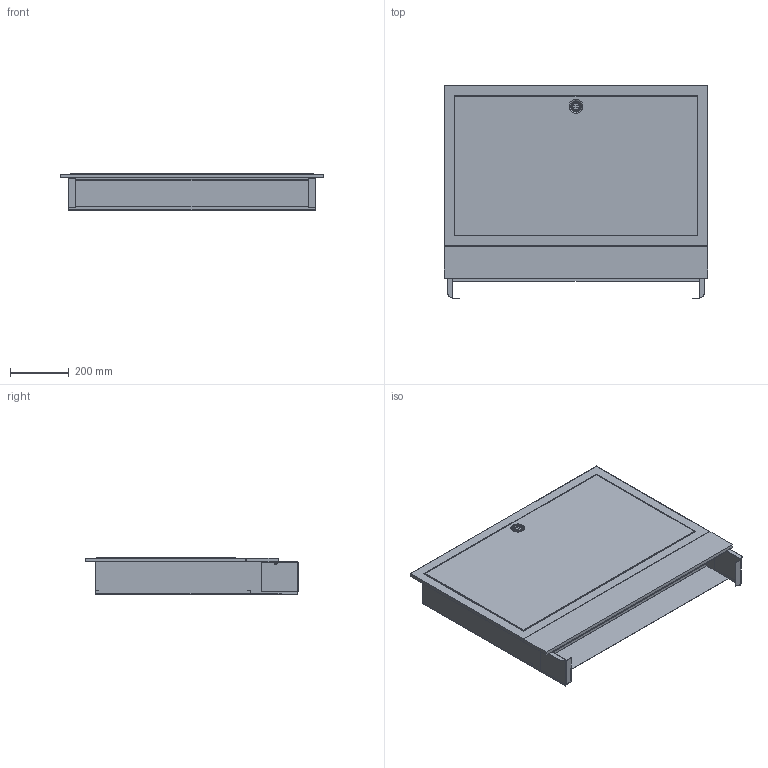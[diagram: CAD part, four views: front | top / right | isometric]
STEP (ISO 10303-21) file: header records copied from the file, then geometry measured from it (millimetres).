
FILE_DESCRIPTION((''),'2;1');
FILE_NAME('9339-83-800-ASM_ASM','2018-03-27T14:00:57',('marann'),(''),'CREO PARAMETRIC BY PTC INC, 2017380','CREO PARAMETRIC BY PTC INC, 2017380','');
FILE_SCHEMA(('CONFIG_CONTROL_DESIGN'));
Length unit declared in the file: millimetre
Products named in the file (7): 9339-80-800-UP-GR-4-FUER-ASM; 9339-80-MONTAGESCHIENEN; 9339-80-FUESSE; 9339-83-RAHMEN; 9339-83-DECKEL; 9339-83-FRONTBLENDE; 9339-83-800-ASM_ASM
Assembly tree (8 placements, depth 2):
  9339-83-800-ASM_ASM
    9339-80-800-UP-GR-4-FUER-ASM
    9339-80-MONTAGESCHIENEN  x2
    9339-80-FUESSE  x2
    9339-83-RAHMEN
    9339-83-DECKEL
    9339-83-FRONTBLENDE
Bounding box: 898 x 725 x 124 mm (x, y, z)
Volume: 2767340 mm3; surface area: 3292549.4 mm2
Topology: 10 solids, 10 shells, 152 faces, 370 edges, 244 vertices
Faces by surface type: plane 130, cylinder 10, torus 8, cone 4
Entity records: 4068 total; most frequent: CARTESIAN_POINT 691, DIRECTION 670, ORIENTED_EDGE 656, EDGE_CURVE 328, VECTOR 280, LINE 280, VERTEX_POINT 216, AXIS2_PLACEMENT_3D 195
